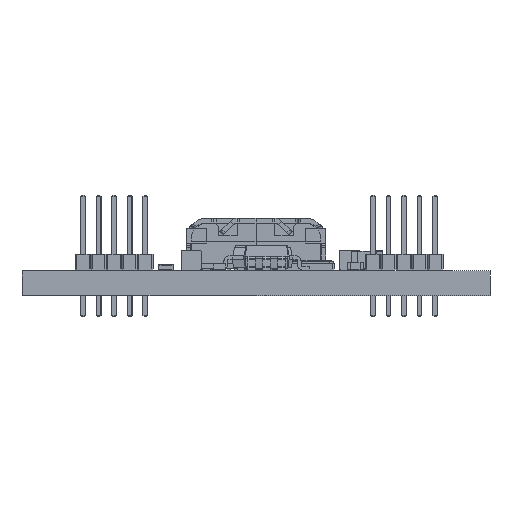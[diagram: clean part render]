
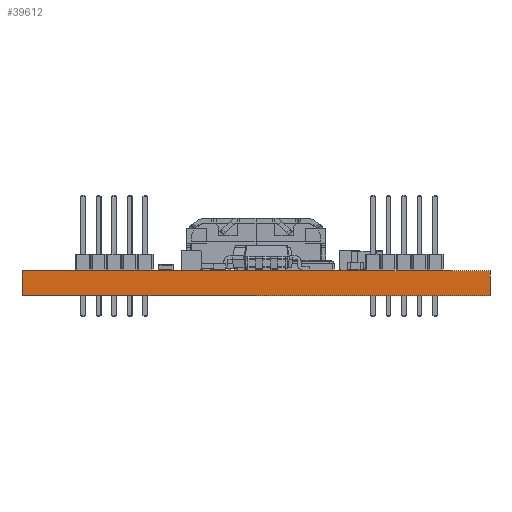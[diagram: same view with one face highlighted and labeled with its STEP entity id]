
A CAD part, front view. The second image highlights one B-rep face of the part: STEP entity #39612.
In plain terms, the highlighted planar face has unit normal (0, -1, 0).
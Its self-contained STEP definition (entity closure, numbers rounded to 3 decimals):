
#39556 = VERTEX_POINT('',#39557);
#39557 = CARTESIAN_POINT('',(120.,-105.,1.6));
#39563 = EDGE_CURVE('',#39564,#39556,#39566,.T.);
#39564 = VERTEX_POINT('',#39565);
#39565 = CARTESIAN_POINT('',(120.,-105.,0.));
#39566 = LINE('',#39567,#39568);
#39567 = CARTESIAN_POINT('',(120.,-105.,0.));
#39568 = VECTOR('',#39569,1.);
#39569 = DIRECTION('',(0.,0.,1.));
#39612 = ADVANCED_FACE('',(#39613),#39638,.T.);
#39613 = FACE_BOUND('',#39614,.T.);
#39614 = EDGE_LOOP('',(#39615,#39616,#39624,#39632));
#39615 = ORIENTED_EDGE('',*,*,#39563,.T.);
#39616 = ORIENTED_EDGE('',*,*,#39617,.T.);
#39617 = EDGE_CURVE('',#39556,#39618,#39620,.T.);
#39618 = VERTEX_POINT('',#39619);
#39619 = CARTESIAN_POINT('',(90.,-105.,1.6));
#39620 = LINE('',#39621,#39622);
#39621 = CARTESIAN_POINT('',(120.,-105.,1.6));
#39622 = VECTOR('',#39623,1.);
#39623 = DIRECTION('',(-1.,0.,0.));
#39624 = ORIENTED_EDGE('',*,*,#39625,.F.);
#39625 = EDGE_CURVE('',#39626,#39618,#39628,.T.);
#39626 = VERTEX_POINT('',#39627);
#39627 = CARTESIAN_POINT('',(90.,-105.,0.));
#39628 = LINE('',#39629,#39630);
#39629 = CARTESIAN_POINT('',(90.,-105.,0.));
#39630 = VECTOR('',#39631,1.);
#39631 = DIRECTION('',(0.,0.,1.));
#39632 = ORIENTED_EDGE('',*,*,#39633,.F.);
#39633 = EDGE_CURVE('',#39564,#39626,#39634,.T.);
#39634 = LINE('',#39635,#39636);
#39635 = CARTESIAN_POINT('',(120.,-105.,0.));
#39636 = VECTOR('',#39637,1.);
#39637 = DIRECTION('',(-1.,0.,0.));
#39638 = PLANE('',#39639);
#39639 = AXIS2_PLACEMENT_3D('',#39640,#39641,#39642);
#39640 = CARTESIAN_POINT('',(120.,-105.,0.));
#39641 = DIRECTION('',(0.,-1.,0.));
#39642 = DIRECTION('',(-1.,0.,0.));
